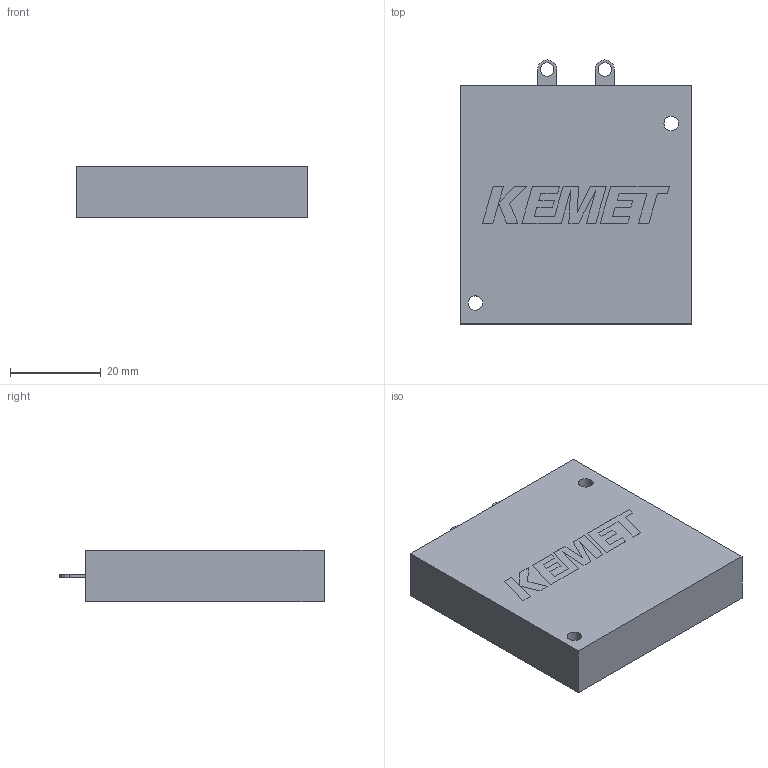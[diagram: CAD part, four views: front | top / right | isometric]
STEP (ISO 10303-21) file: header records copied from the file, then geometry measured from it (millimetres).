
FILE_DESCRIPTION (( 'STEP AP214' ), '1' );
FILE_NAME ('CTRM_M55X_L52.48W50.98H11.3S12.71LL5.7F0.81.STEP', '2017-12-08T15:26:26', ( '' ), ( '' ), 'SwSTEP 2.0', 'SolidWorks 2014', '' );
FILE_SCHEMA (( 'AUTOMOTIVE_DESIGN' ));
Length unit declared in the file: millimetre
Products named in the file (1): CTRM_M55X_L52.48W50.98H11.3S12.71LL5.7F0.81
Bounding box: 50.98 x 58.18 x 11.3 mm (x, y, z)
Volume: 30075.8 mm3; surface area: 8361.9 mm2
Topology: 4 solids, 4 shells, 81 faces, 213 edges, 142 vertices
Faces by surface type: plane 71, cylinder 10
Entity records: 3435 total; most frequent: CARTESIAN_POINT 437, ORIENTED_EDGE 426, DIRECTION 397, EDGE_CURVE 213, VECTOR 193, LINE 193, VERTEX_POINT 142, AXIS2_PLACEMENT_3D 102
